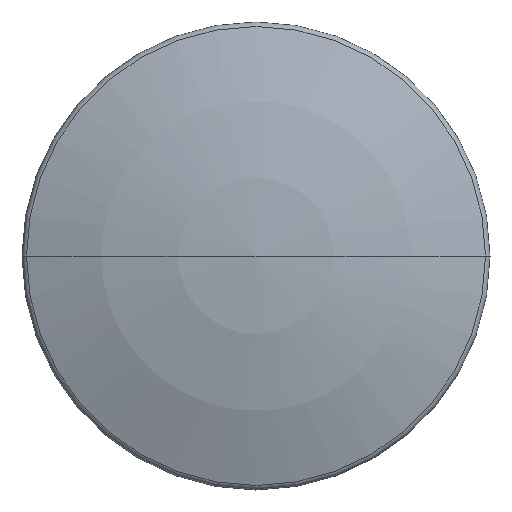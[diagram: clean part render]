
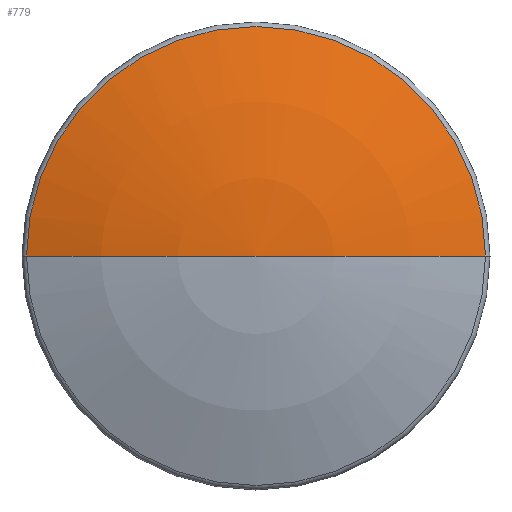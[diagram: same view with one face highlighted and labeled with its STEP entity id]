
A CAD part, left-side view. The second image highlights one B-rep face of the part: STEP entity #779.
In plain terms, the highlighted spherical face has radius 24.445 mm.
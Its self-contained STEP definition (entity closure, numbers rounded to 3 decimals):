
#393=CARTESIAN_POINT('',(22.745,0.,0.));
#394=DIRECTION('',(0.,0.,1.));
#395=DIRECTION('',(-0.94,0.341,0.));
#396=AXIS2_PLACEMENT_3D('',#393,#394,#395);
#398=CARTESIAN_POINT('',(-0.235,0.,0.));
#399=DIRECTION('',(1.,0.,0.));
#400=DIRECTION('',(0.,1.,0.));
#401=AXIS2_PLACEMENT_3D('',#398,#399,#400);
#403=CARTESIAN_POINT('',(22.745,0.,0.));
#404=DIRECTION('',(0.,0.,-1.));
#405=DIRECTION('',(-0.94,-0.341,0.));
#406=AXIS2_PLACEMENT_3D('',#403,#404,#405);
#426=CARTESIAN_POINT('',(-0.235,8.335,0.));
#428=VERTEX_POINT('',#426);
#429=CARTESIAN_POINT('',(-1.7,0.,0.));
#430=VERTEX_POINT('',#429);
#448=CARTESIAN_POINT('',(-0.235,-8.335,0.));
#450=VERTEX_POINT('',#448);
#767=CARTESIAN_POINT('',(22.745,0.,0.));
#768=DIRECTION('',(-1.,0.,0.));
#769=DIRECTION('',(0.,1.,0.));
#770=AXIS2_PLACEMENT_3D('',#767,#768,#769);
#771=SPHERICAL_SURFACE('',#770,24.445);
#773=ORIENTED_EDGE('',*,*,#772,.F.);
#774=ORIENTED_EDGE('',*,*,#762,.T.);
#776=ORIENTED_EDGE('',*,*,#775,.T.);
#777=EDGE_LOOP('',(#773,#774,#776));
#778=FACE_OUTER_BOUND('',#777,.F.);
#397=CIRCLE('',#396,24.445);
#402=CIRCLE('',#401,8.335);
#407=CIRCLE('',#406,24.445);
#762=EDGE_CURVE('',#428,#450,#402,.T.);
#772=EDGE_CURVE('',#428,#430,#397,.T.);
#775=EDGE_CURVE('',#450,#430,#407,.T.);
#779=ADVANCED_FACE('',(#778),#771,.T.);
